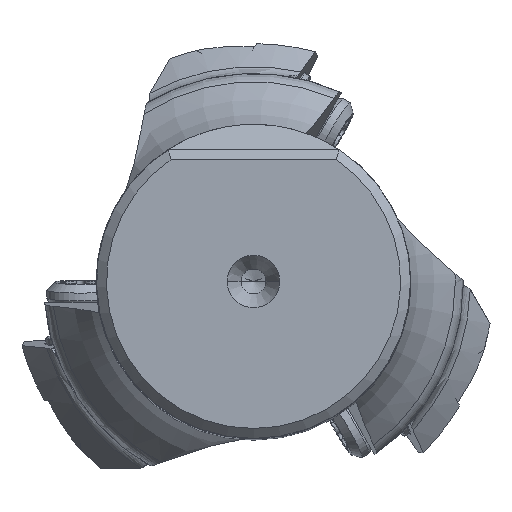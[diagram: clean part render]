
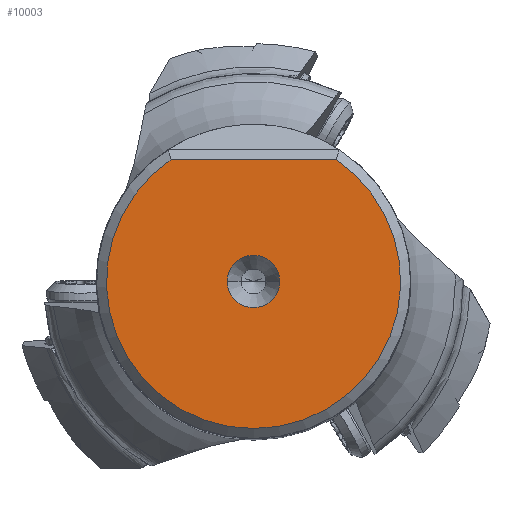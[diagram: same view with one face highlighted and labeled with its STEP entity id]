
A CAD part, top view. The second image highlights one B-rep face of the part: STEP entity #10003.
In plain terms, the highlighted planar face has unit normal (0, 0, 1).
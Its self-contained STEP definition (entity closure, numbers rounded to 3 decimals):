
#4877=CARTESIAN_POINT('',(-8.325,12.285,
0.));
#5006=CARTESIAN_POINT('',(0.,0.,
0.));
#5007=DIRECTION('',(0.,0.,-1.));
#5008=DIRECTION('',(0.561,0.828,0.));
#5009=AXIS2_PLACEMENT_3D('',#5006,#5007,#5008);
#5014=CARTESIAN_POINT('',(0.,0.,
0.));
#5015=DIRECTION('',(0.,0.,-1.));
#5016=DIRECTION('',(0.,-1.,0.));
#5017=AXIS2_PLACEMENT_3D('',#5014,#5015,#5016);
#5022=DIRECTION('',(1.,0.,0.));
#5023=VECTOR('',#5022,16.65);
#5024=CARTESIAN_POINT('',(-8.325,12.285,
0.));
#5025=LINE('',#5024,#5023);
#5029=CARTESIAN_POINT('',(0.,0.,0.));
#5030=DIRECTION('',(0.,0.,1.));
#5031=DIRECTION('',(1.,0.,0.));
#5032=AXIS2_PLACEMENT_3D('',#5029,#5030,#5031);
#5037=CARTESIAN_POINT('',(0.,0.,0.));
#5038=DIRECTION('',(0.,0.,1.));
#5039=DIRECTION('',(-1.,0.,0.));
#5040=AXIS2_PLACEMENT_3D('',#5037,#5038,#5039);
#6447=VERTEX_POINT('',#4877);
#6452=CARTESIAN_POINT('',(0.,-14.84,
0.));
#6453=VERTEX_POINT('',#6452);
#6454=CARTESIAN_POINT('',(8.325,12.285,
0.));
#6455=VERTEX_POINT('',#6454);
#6462=CARTESIAN_POINT('',(2.65,0.,0.));
#6463=CARTESIAN_POINT('',(-2.65,0.,0.));
#6464=VERTEX_POINT('',#6462);
#6465=VERTEX_POINT('',#6463);
#9987=CARTESIAN_POINT('',(0.,-1.277,0.));
#9988=DIRECTION('',(0.,0.,1.));
#9989=DIRECTION('',(1.,0.,0.));
#9990=AXIS2_PLACEMENT_3D('',#9987,#9988,#9989);
#9991=PLANE('',#9990);
#9992=ORIENTED_EDGE('',*,*,#9908,.T.);
#9993=ORIENTED_EDGE('',*,*,#9906,.T.);
#9994=ORIENTED_EDGE('',*,*,#9880,.T.);
#9995=EDGE_LOOP('',(#9992,#9993,#9994));
#9996=FACE_OUTER_BOUND('',#9995,.F.);
#9998=ORIENTED_EDGE('',*,*,#9997,.T.);
#10000=ORIENTED_EDGE('',*,*,#9999,.T.);
#10001=EDGE_LOOP('',(#9998,#10000));
#10002=FACE_BOUND('',#10001,.F.);
#5010=CIRCLE('',#5009,14.84);
#5018=CIRCLE('',#5017,14.84);
#5033=CIRCLE('',#5032,2.65);
#5041=CIRCLE('',#5040,2.65);
#9880=EDGE_CURVE('',#6447,#6455,#5025,.T.);
#9906=EDGE_CURVE('',#6453,#6447,#5018,.T.);
#9908=EDGE_CURVE('',#6455,#6453,#5010,.T.);
#9997=EDGE_CURVE('',#6464,#6465,#5033,.T.);
#9999=EDGE_CURVE('',#6465,#6464,#5041,.T.);
#10003=ADVANCED_FACE('',(#9996,#10002),#9991,.T.);
